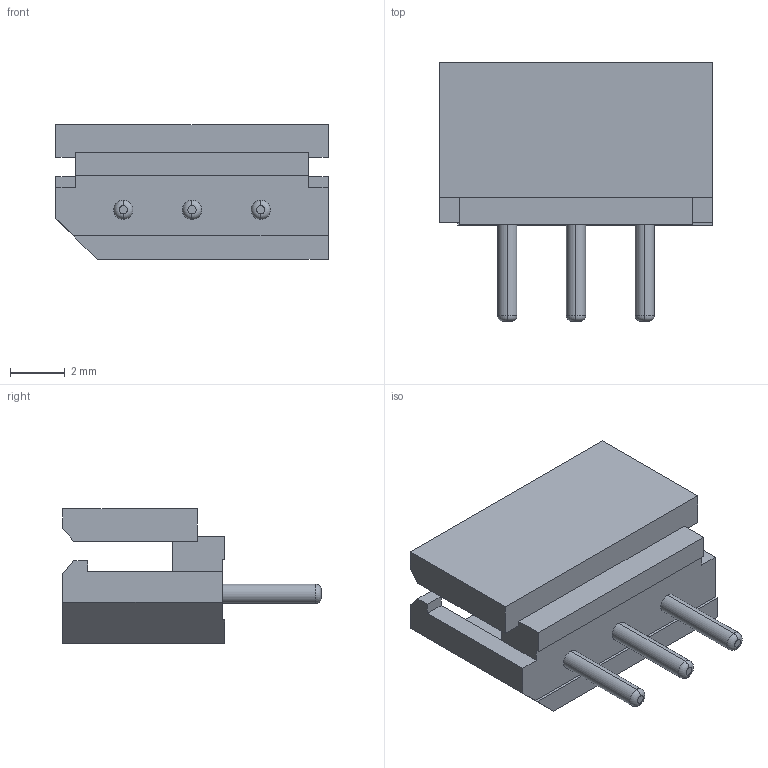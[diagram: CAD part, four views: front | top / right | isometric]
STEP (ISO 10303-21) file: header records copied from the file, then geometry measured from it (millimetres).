
FILE_DESCRIPTION (( 'STEP AP214' ), '1' );
FILE_NAME ('3PinConnector.STEP', '2016-04-12T06:18:23', ( 'Kapouchima' ), ( '' ), 'SwSTEP 2.0', 'SolidWorks 2015', '' );
FILE_SCHEMA (( 'AUTOMOTIVE_DESIGN' ));
Length unit declared in the file: millimetre
Products named in the file (1): 3PinConnector
Bounding box: 9.9 x 9.4 x 4.9 mm (x, y, z)
Volume: 154.5 mm3; surface area: 397.4 mm2
Topology: 1 solids, 1 shells, 81 faces, 197 edges, 124 vertices
Faces by surface type: plane 57, cylinder 12, torus 12
Entity records: 2608 total; most frequent: DIRECTION 409, CARTESIAN_POINT 403, ORIENTED_EDGE 394, EDGE_CURVE 197, VECTOR 149, LINE 149, AXIS2_PLACEMENT_3D 130, VERTEX_POINT 124
